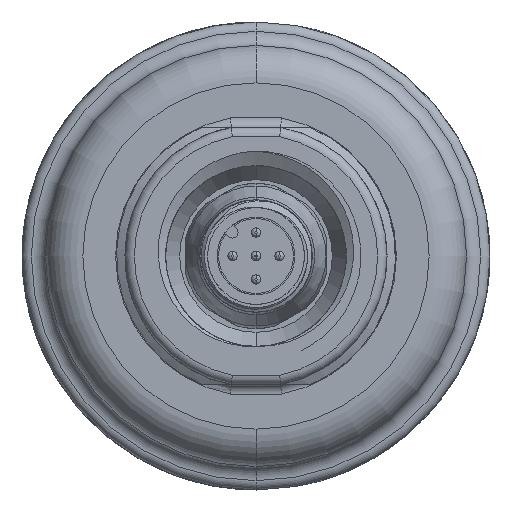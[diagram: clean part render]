
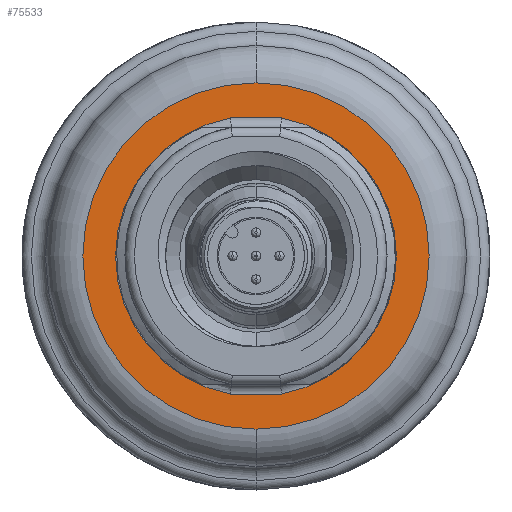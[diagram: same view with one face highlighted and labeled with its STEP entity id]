
A CAD part, front view. The second image highlights one B-rep face of the part: STEP entity #75533.
In plain terms, the highlighted planar face has unit normal (0, -1, 0).
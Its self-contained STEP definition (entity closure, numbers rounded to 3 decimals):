
#51306=CARTESIAN_POINT('',(0.,-3.,0.));
#51307=DIRECTION('',(0.,-1.,0.));
#51308=DIRECTION('',(-0.182,0.,0.983));
#51309=AXIS2_PLACEMENT_3D('',#51306,#51307,#51308);
#51311=DIRECTION('',(1.,0.,0.));
#51312=VECTOR('',#51311,5.454);
#51313=CARTESIAN_POINT('',(-2.727,-3.,-14.75));
#51314=LINE('',#51313,#51312);
#51315=CARTESIAN_POINT('',(0.,-3.,0.));
#51316=DIRECTION('',(0.,-1.,0.));
#51317=DIRECTION('',(0.182,0.,-0.983));
#51318=AXIS2_PLACEMENT_3D('',#51315,#51316,#51317);
#51320=DIRECTION('',(-1.,0.,0.));
#51321=VECTOR('',#51320,5.454);
#51322=CARTESIAN_POINT('',(2.727,-3.,14.75));
#51323=LINE('',#51322,#51321);
#51324=CARTESIAN_POINT('',(0.,-3.,0.));
#51325=DIRECTION('',(0.,-1.,0.));
#51326=DIRECTION('',(0.,0.,-1.));
#51327=AXIS2_PLACEMENT_3D('',#51324,#51325,#51326);
#51329=CARTESIAN_POINT('',(0.,-3.,0.));
#51330=DIRECTION('',(0.,-1.,0.));
#51331=DIRECTION('',(0.,0.,1.));
#51332=AXIS2_PLACEMENT_3D('',#51329,#51330,#51331);
#54506=CARTESIAN_POINT('',(-2.727,-3.,14.75));
#54507=CARTESIAN_POINT('',(-2.727,-3.,-14.75));
#54508=VERTEX_POINT('',#54506);
#54509=VERTEX_POINT('',#54507);
#54514=CARTESIAN_POINT('',(2.727,-3.,-14.75));
#54515=CARTESIAN_POINT('',(2.727,-3.,14.75));
#54516=VERTEX_POINT('',#54514);
#54517=VERTEX_POINT('',#54515);
#54874=CARTESIAN_POINT('',(0.,-3.,-18.5));
#54875=CARTESIAN_POINT('',(0.,-3.,18.5));
#54876=VERTEX_POINT('',#54874);
#54877=VERTEX_POINT('',#54875);
#75514=CARTESIAN_POINT('',(0.,-3.,0.));
#75515=DIRECTION('',(0.,-1.,0.));
#75516=DIRECTION('',(0.,0.,1.));
#75517=AXIS2_PLACEMENT_3D('',#75514,#75515,#75516);
#75518=PLANE('',#75517);
#75520=ORIENTED_EDGE('',*,*,#75519,.F.);
#75522=ORIENTED_EDGE('',*,*,#75521,.F.);
#75523=EDGE_LOOP('',(#75520,#75522));
#75524=FACE_OUTER_BOUND('',#75523,.F.);
#75526=ORIENTED_EDGE('',*,*,#75525,.T.);
#75527=ORIENTED_EDGE('',*,*,#75492,.T.);
#75528=ORIENTED_EDGE('',*,*,#75505,.T.);
#75530=ORIENTED_EDGE('',*,*,#75529,.T.);
#75531=EDGE_LOOP('',(#75526,#75527,#75528,#75530));
#75532=FACE_BOUND('',#75531,.F.);
#51310=CIRCLE('',#51309,15.);
#51319=CIRCLE('',#51318,15.);
#51328=CIRCLE('',#51327,18.5);
#51333=CIRCLE('',#51332,18.5);
#75492=EDGE_CURVE('',#54509,#54516,#51314,.T.);
#75505=EDGE_CURVE('',#54516,#54517,#51319,.T.);
#75519=EDGE_CURVE('',#54876,#54877,#51328,.T.);
#75521=EDGE_CURVE('',#54877,#54876,#51333,.T.);
#75525=EDGE_CURVE('',#54508,#54509,#51310,.T.);
#75529=EDGE_CURVE('',#54517,#54508,#51323,.T.);
#75533=ADVANCED_FACE('',(#75524,#75532),#75518,.T.);
